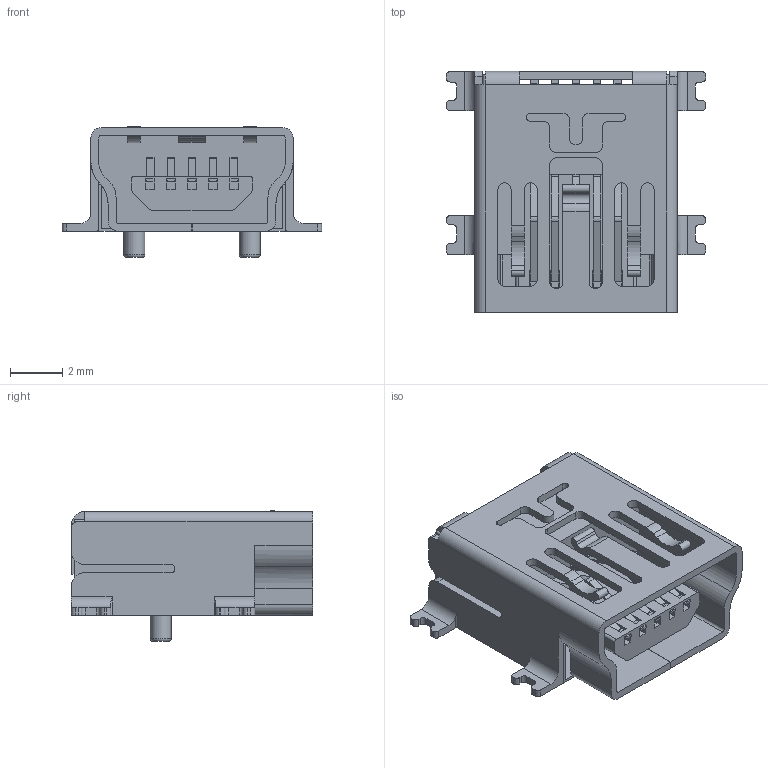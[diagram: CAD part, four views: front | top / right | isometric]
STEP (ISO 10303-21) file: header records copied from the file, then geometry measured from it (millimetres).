
FILE_DESCRIPTION(('FreeCAD Model'),'2;1');
FILE_NAME('USB_Mini-B_Lumberg_2486_01_Horizontal.step','2018-05-04T11:14:12',( 'kicad StepUp'),('ksu MCAD'),'Open CASCADE STEP processor 6.8', 'FreeCAD','Unknown');
FILE_SCHEMA(('AUTOMOTIVE_DESIGN_CC2 { 1 2 10303 214 -1 1 5 4 }'));
Length unit declared in the file: millimetre
Products named in the file (1): USB_Mini-B_Lumberg_2486_01_Horizontal
Bounding box: 9.9 x 9.2 x 5 mm (x, y, z)
Volume: 160.3 mm3; surface area: 620.2 mm2
Topology: 1 solids, 1 shells, 472 faces, 1425 edges, 933 vertices
Faces by surface type: plane 306, cylinder 164, torus 2
Full cylindrical faces by diameter (mm): 0.8 x2
Entity records: 10697 total; most frequent: ORIENTED_EDGE 2130, CARTESIAN_POINT 1679, EDGE_CURVE 1425, LINE 970, VERTEX_POINT 933, AXIS2_PLACEMENT_3D 626, FACE_BOUND 496, EDGE_LOOP 496
